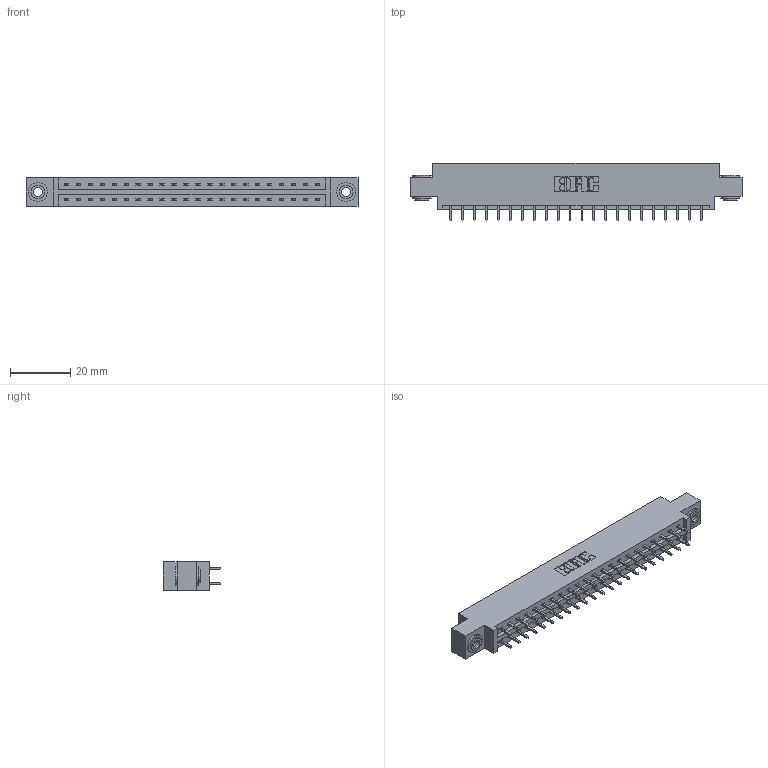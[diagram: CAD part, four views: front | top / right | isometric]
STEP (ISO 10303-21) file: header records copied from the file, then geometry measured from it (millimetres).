
FILE_DESCRIPTION (( 'STEP AP203' ), '1' );
FILE_NAME ('387-044-521-803.STEP', '2018-09-20T01:45:20', ( '' ), ( '' ), 'SwSTEP 2.0', 'SolidWorks 2016', '' );
FILE_SCHEMA (( 'CONFIG_CONTROL_DESIGN' ));
Length unit declared in the file: inch
Products named in the file (4): 337 Part_0.170 Offset - 0.156 Dia-TH; 345-292-001_345-293-121; 345-250-002_345-250-002-102; 387-044-521-803
Assembly tree (47 placements, depth 2):
  387-044-521-803
    337 Part_0.170 Offset - 0.156 Dia-TH
    345-292-001_345-293-121  x44
    345-250-002_345-250-002-102  x2
Bounding box: 110.19 x 19.06 x 9.4 mm (x, y, z)
Volume: 11229.9 mm3; surface area: 12702.9 mm2
Topology: 47 solids, 47 shells, 2532 faces, 7483 edges, 4926 vertices
Faces by surface type: plane 1756, cylinder 768, cone 8
Entity records: 20444 total; most frequent: CARTESIAN_POINT 3437, ORIENTED_EDGE 3366, DIRECTION 2993, EDGE_CURVE 1683, LINE 1531, VECTOR 1531, VERTEX_POINT 1118, AXIS2_PLACEMENT_3D 731
